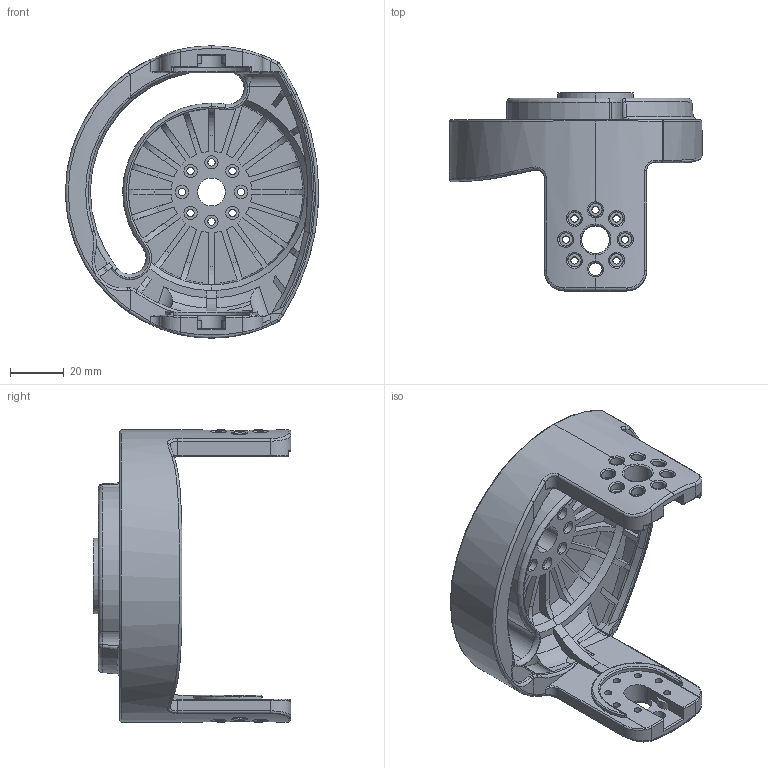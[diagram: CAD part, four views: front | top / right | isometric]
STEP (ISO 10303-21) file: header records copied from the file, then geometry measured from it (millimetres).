
FILE_DESCRIPTION (( 'STEP AP203' ), '1' );
FILE_NAME ('2015-09-18_Huefte_R.STEP', '2015-09-25T11:06:14', ( 'Anwender' ), ( '' ), 'SwSTEP 2.0', 'SolidWorks 2014', '' );
FILE_SCHEMA (( 'CONFIG_CONTROL_DESIGN' ));
Length unit declared in the file: millimetre
Products named in the file (1): 2015-09-18_Huefte_R
Bounding box: 94.02 x 73.5 x 108.5 mm (x, y, z)
Volume: 70327.3 mm3; surface area: 48847.5 mm2
Topology: 1 solids, 1 shells, 704 faces, 1900 edges, 1213 vertices
Faces by surface type: cylinder 250, plane 228, bspline 111, torus 77, cone 30, sphere 8
Entity records: 32988 total; most frequent: CARTESIAN_POINT 16109, ORIENTED_EDGE 3776, DIRECTION 3208, EDGE_CURVE 1888, AXIS2_PLACEMENT_3D 1249, VERTEX_POINT 1209, EDGE_LOOP 783, VECTOR 710
